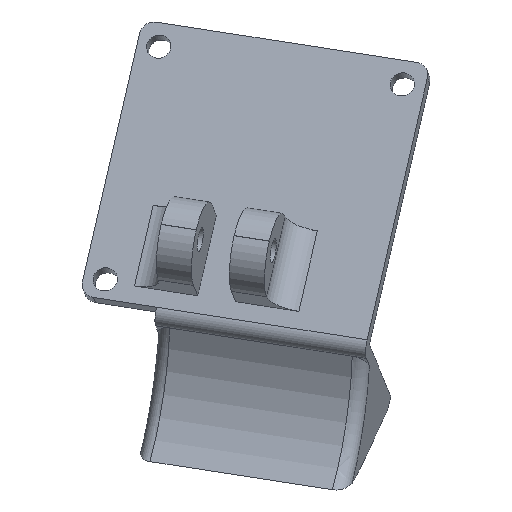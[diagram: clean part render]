
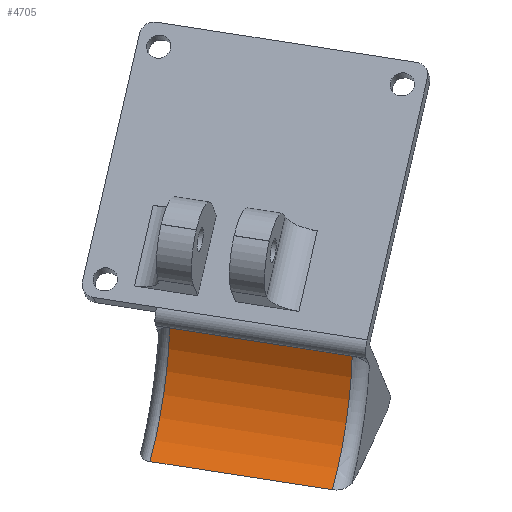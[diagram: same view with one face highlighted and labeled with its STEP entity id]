
A CAD part, isometric view. The second image highlights one B-rep face of the part: STEP entity #4705.
In plain terms, the highlighted cylindrical face has radius 18.852 mm (diameter 37.704 mm), a partial arc.
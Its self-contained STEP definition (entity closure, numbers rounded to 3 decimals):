
#1809 = TOROIDAL_SURFACE('',#1810,20.852,2.);
#1810 = AXIS2_PLACEMENT_3D('',#1811,#1812,#1813);
#1811 = CARTESIAN_POINT('',(20.,0.,133.));
#1812 = DIRECTION('',(1.,0.,0.));
#1813 = DIRECTION('',(0.,0.44,-0.898
    ));
#1837 = PLANE('',#1838);
#1838 = AXIS2_PLACEMENT_3D('',#1839,#1840,#1841);
#1839 = CARTESIAN_POINT('',(7.,23.92,
    124.035));
#1840 = DIRECTION('',(0.,0.821,0.571)
  );
#1841 = DIRECTION('',(-0.313,-0.542,0.78));
#2683 = VERTEX_POINT('',#2684);
#2684 = CARTESIAN_POINT('',(20.,18.786,
    131.423));
#2999 = EDGE_CURVE('',#3000,#2683,#3002,.T.);
#3000 = VERTEX_POINT('',#3001);
#3001 = CARTESIAN_POINT('',(-6.,18.786,
    131.423));
#3002 = SURFACE_CURVE('',#3003,(#3007,#3014),.PCURVE_S1.);
#3003 = LINE('',#3004,#3005);
#3004 = CARTESIAN_POINT('',(-8.,18.786,
    131.423));
#3005 = VECTOR('',#3006,1.);
#3006 = DIRECTION('',(1.,0.,0.));
#3007 = PCURVE('',#1837,#3008);
#3008 = DEFINITIONAL_REPRESENTATION('',(#3009),#3013);
#3009 = LINE('',#3010,#3011);
#3010 = CARTESIAN_POINT('',(13.239,-11.431));
#3011 = VECTOR('',#3012,1.);
#3012 = DIRECTION('',(-0.313,0.95));
#3013 = ( GEOMETRIC_REPRESENTATION_CONTEXT(2) 
PARAMETRIC_REPRESENTATION_CONTEXT() REPRESENTATION_CONTEXT('2D SPACE',''
  ) );
#3014 = PCURVE('',#3015,#3020);
#3015 = CYLINDRICAL_SURFACE('',#3016,18.852);
#3016 = AXIS2_PLACEMENT_3D('',#3017,#3018,#3019);
#3017 = CARTESIAN_POINT('',(-8.,0.,133.));
#3018 = DIRECTION('',(-1.,0.,0.));
#3019 = DIRECTION('',(0.,1.,0.));
#3020 = DEFINITIONAL_REPRESENTATION('',(#3021),#3025);
#3021 = LINE('',#3022,#3023);
#3022 = CARTESIAN_POINT('',(-6.199,0.));
#3023 = VECTOR('',#3024,1.);
#3024 = DIRECTION('',(-0.,-1.));
#3025 = ( GEOMETRIC_REPRESENTATION_CONTEXT(2) 
PARAMETRIC_REPRESENTATION_CONTEXT() REPRESENTATION_CONTEXT('2D SPACE',''
  ) );
#3305 = TOROIDAL_SURFACE('',#3306,20.852,2.);
#3306 = AXIS2_PLACEMENT_3D('',#3307,#3308,#3309);
#3307 = CARTESIAN_POINT('',(-6.,0.,133.));
#3308 = DIRECTION('',(-1.,0.,0.));
#3309 = DIRECTION('',(0.,0.44,-0.898
    ));
#3687 = VERTEX_POINT('',#3688);
#3688 = CARTESIAN_POINT('',(20.,8.297,
    116.072));
#3898 = PLANE('',#3899);
#3899 = AXIS2_PLACEMENT_3D('',#3900,#3901,#3902);
#3900 = CARTESIAN_POINT('',(-8.,8.297,
    116.072));
#3901 = DIRECTION('',(0.,0.179,0.984)
  );
#3902 = DIRECTION('',(0.,0.984,-0.179
    ));
#4082 = EDGE_CURVE('',#3687,#2683,#4083,.T.);
#4083 = SURFACE_CURVE('',#4084,(#4089,#4096),.PCURVE_S1.);
#4084 = CIRCLE('',#4085,18.852);
#4085 = AXIS2_PLACEMENT_3D('',#4086,#4087,#4088);
#4086 = CARTESIAN_POINT('',(20.,0.,133.));
#4087 = DIRECTION('',(1.,0.,0.));
#4088 = DIRECTION('',(0.,0.44,-0.898
    ));
#4089 = PCURVE('',#1809,#4090);
#4090 = DEFINITIONAL_REPRESENTATION('',(#4091),#4095);
#4091 = LINE('',#4092,#4093);
#4092 = CARTESIAN_POINT('',(0.,3.142));
#4093 = VECTOR('',#4094,1.);
#4094 = DIRECTION('',(1.,0.));
#4095 = ( GEOMETRIC_REPRESENTATION_CONTEXT(2) 
PARAMETRIC_REPRESENTATION_CONTEXT() REPRESENTATION_CONTEXT('2D SPACE',''
  ) );
#4096 = PCURVE('',#3015,#4097);
#4097 = DEFINITIONAL_REPRESENTATION('',(#4098),#4102);
#4098 = LINE('',#4099,#4100);
#4099 = CARTESIAN_POINT('',(-5.168,-28.));
#4100 = VECTOR('',#4101,1.);
#4101 = DIRECTION('',(-1.,0.));
#4102 = ( GEOMETRIC_REPRESENTATION_CONTEXT(2) 
PARAMETRIC_REPRESENTATION_CONTEXT() REPRESENTATION_CONTEXT('2D SPACE',''
  ) );
#4365 = VERTEX_POINT('',#4366);
#4366 = CARTESIAN_POINT('',(-6.,8.297,
    116.072));
#4684 = EDGE_CURVE('',#4365,#3000,#4685,.T.);
#4685 = SURFACE_CURVE('',#4686,(#4691,#4698),.PCURVE_S1.);
#4686 = CIRCLE('',#4687,18.852);
#4687 = AXIS2_PLACEMENT_3D('',#4688,#4689,#4690);
#4688 = CARTESIAN_POINT('',(-6.,0.,133.));
#4689 = DIRECTION('',(1.,0.,0.));
#4690 = DIRECTION('',(0.,0.44,-0.898
    ));
#4691 = PCURVE('',#3305,#4692);
#4692 = DEFINITIONAL_REPRESENTATION('',(#4693),#4697);
#4693 = LINE('',#4694,#4695);
#4694 = CARTESIAN_POINT('',(-0.,3.142));
#4695 = VECTOR('',#4696,1.);
#4696 = DIRECTION('',(-1.,0.));
#4697 = ( GEOMETRIC_REPRESENTATION_CONTEXT(2) 
PARAMETRIC_REPRESENTATION_CONTEXT() REPRESENTATION_CONTEXT('2D SPACE',''
  ) );
#4698 = PCURVE('',#3015,#4699);
#4699 = DEFINITIONAL_REPRESENTATION('',(#4700),#4704);
#4700 = LINE('',#4701,#4702);
#4701 = CARTESIAN_POINT('',(-5.168,-2.));
#4702 = VECTOR('',#4703,1.);
#4703 = DIRECTION('',(-1.,0.));
#4704 = ( GEOMETRIC_REPRESENTATION_CONTEXT(2) 
PARAMETRIC_REPRESENTATION_CONTEXT() REPRESENTATION_CONTEXT('2D SPACE',''
  ) );
#4705 = ADVANCED_FACE('',(#4706),#3015,.F.);
#4706 = FACE_BOUND('',#4707,.T.);
#4707 = EDGE_LOOP('',(#4708,#4729,#4730,#4731));
#4708 = ORIENTED_EDGE('',*,*,#4709,.T.);
#4709 = EDGE_CURVE('',#4365,#3687,#4710,.T.);
#4710 = SURFACE_CURVE('',#4711,(#4715,#4722),.PCURVE_S1.);
#4711 = LINE('',#4712,#4713);
#4712 = CARTESIAN_POINT('',(-8.,8.297,
    116.072));
#4713 = VECTOR('',#4714,1.);
#4714 = DIRECTION('',(1.,0.,0.));
#4715 = PCURVE('',#3015,#4716);
#4716 = DEFINITIONAL_REPRESENTATION('',(#4717),#4721);
#4717 = LINE('',#4718,#4719);
#4718 = CARTESIAN_POINT('',(-5.168,0.));
#4719 = VECTOR('',#4720,1.);
#4720 = DIRECTION('',(-0.,-1.));
#4721 = ( GEOMETRIC_REPRESENTATION_CONTEXT(2) 
PARAMETRIC_REPRESENTATION_CONTEXT() REPRESENTATION_CONTEXT('2D SPACE',''
  ) );
#4722 = PCURVE('',#3898,#4723);
#4723 = DEFINITIONAL_REPRESENTATION('',(#4724),#4728);
#4724 = LINE('',#4725,#4726);
#4725 = CARTESIAN_POINT('',(0.,0.));
#4726 = VECTOR('',#4727,1.);
#4727 = DIRECTION('',(0.,-1.));
#4728 = ( GEOMETRIC_REPRESENTATION_CONTEXT(2) 
PARAMETRIC_REPRESENTATION_CONTEXT() REPRESENTATION_CONTEXT('2D SPACE',''
  ) );
#4729 = ORIENTED_EDGE('',*,*,#4082,.T.);
#4730 = ORIENTED_EDGE('',*,*,#2999,.F.);
#4731 = ORIENTED_EDGE('',*,*,#4684,.F.);
